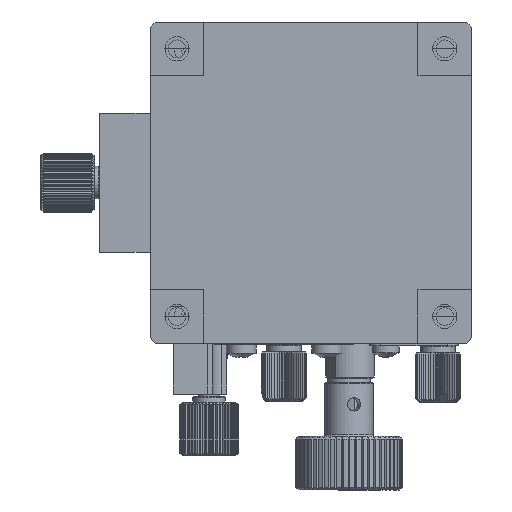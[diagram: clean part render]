
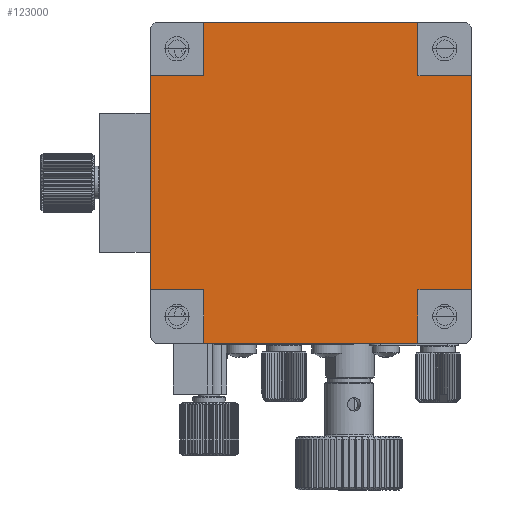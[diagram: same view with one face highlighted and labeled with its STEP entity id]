
A CAD part, front view. The second image highlights one B-rep face of the part: STEP entity #123000.
In plain terms, the highlighted planar face has unit normal (0, -1, 0).
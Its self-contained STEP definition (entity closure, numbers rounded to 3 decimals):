
#2368 = VECTOR ( 'NONE', #134394, 1000. ) ;
#4104 = CARTESIAN_POINT ( 'NONE',  ( -10., -16.6, -0.1 ) ) ;
#5484 = LINE ( 'NONE', #44847, #163624 ) ;
#6733 = DIRECTION ( 'NONE',  ( 0., 0., -1. ) ) ;
#7360 = EDGE_CURVE ( 'NONE', #121811, #68626, #33098, .T. ) ;
#8034 = LINE ( 'NONE', #59174, #125924 ) ;
#9868 = EDGE_CURVE ( 'NONE', #68626, #69225, #5484, .T. ) ;
#10817 = LINE ( 'NONE', #61971, #117201 ) ;
#17214 = ORIENTED_EDGE ( 'NONE', *, *, #9868, .T. ) ;
#17351 = CARTESIAN_POINT ( 'NONE',  ( -50., -16.6, -30. ) ) ;
#17995 = DIRECTION ( 'NONE',  ( 1., 0., 0. ) ) ;
#18020 = CARTESIAN_POINT ( 'NONE',  ( -50., -16.6, -50. ) ) ;
#18089 = EDGE_CURVE ( 'NONE', #56429, #42988, #136907, .T. ) ;
#20110 = VERTEX_POINT ( 'NONE', #53289 ) ;
#20497 = CARTESIAN_POINT ( 'NONE',  ( -30., -16.6, -50. ) ) ;
#25503 = ORIENTED_EDGE ( 'NONE', *, *, #7360, .T. ) ;
#28842 = CARTESIAN_POINT ( 'NONE',  ( -60., -16.6, -50. ) ) ;
#32457 = VERTEX_POINT ( 'NONE', #101736 ) ;
#32751 = DIRECTION ( 'NONE',  ( 0., -1., 0. ) ) ;
#33098 = LINE ( 'NONE', #20497, #125452 ) ;
#33170 = VECTOR ( 'NONE', #78571, 1000. ) ;
#33481 = ORIENTED_EDGE ( 'NONE', *, *, #70926, .T. ) ;
#37477 = CARTESIAN_POINT ( 'NONE',  ( -30., -16.6, -0.1 ) ) ;
#38186 = DIRECTION ( 'NONE',  ( 1., 0., 0. ) ) ;
#42374 = CARTESIAN_POINT ( 'NONE',  ( -50., -16.6, -0.1 ) ) ;
#42988 = VERTEX_POINT ( 'NONE', #44240 ) ;
#44240 = CARTESIAN_POINT ( 'NONE',  ( -60., -16.6, -10. ) ) ;
#44847 = CARTESIAN_POINT ( 'NONE',  ( -50., -16.6, -30. ) ) ;
#49314 = CARTESIAN_POINT ( 'NONE',  ( 0., -16.6, -50. ) ) ;
#51597 = LINE ( 'NONE', #129674, #90138 ) ;
#52525 = LINE ( 'NONE', #37477, #33170 ) ;
#53289 = CARTESIAN_POINT ( 'NONE',  ( -10., -16.6, -50. ) ) ;
#56429 = VERTEX_POINT ( 'NONE', #138559 ) ;
#59047 = LINE ( 'NONE', #86735, #146399 ) ;
#59174 = CARTESIAN_POINT ( 'NONE',  ( -10., -16.6, -30. ) ) ;
#59673 = EDGE_CURVE ( 'NONE', #138025, #32457, #10817, .T. ) ;
#59982 = VECTOR ( 'NONE', #141271, 1000. ) ;
#61971 = CARTESIAN_POINT ( 'NONE',  ( 0., -16.6, -30. ) ) ;
#65665 = CARTESIAN_POINT ( 'NONE',  ( -30., -16.6, -60. ) ) ;
#67376 = VECTOR ( 'NONE', #75542, 1000. ) ;
#68113 = LINE ( 'NONE', #65665, #59982 ) ;
#68398 = ORIENTED_EDGE ( 'NONE', *, *, #100291, .T. ) ;
#68626 = VERTEX_POINT ( 'NONE', #18020 ) ;
#69038 = VERTEX_POINT ( 'NONE', #75033 ) ;
#69225 = VERTEX_POINT ( 'NONE', #90120 ) ;
#70421 = ORIENTED_EDGE ( 'NONE', *, *, #18089, .T. ) ;
#70926 = EDGE_CURVE ( 'NONE', #87770, #56429, #121423, .T. ) ;
#72546 = DIRECTION ( 'NONE',  ( 0., 0., -1. ) ) ;
#75033 = CARTESIAN_POINT ( 'NONE',  ( -10., -16.6, -10. ) ) ;
#75390 = EDGE_CURVE ( 'NONE', #42988, #121811, #76360, .T. ) ;
#75542 = DIRECTION ( 'NONE',  ( 0., 0., -1. ) ) ;
#76360 = LINE ( 'NONE', #151953, #67376 ) ;
#77350 = ORIENTED_EDGE ( 'NONE', *, *, #59673, .T. ) ;
#78571 = DIRECTION ( 'NONE',  ( -1., 0., 0. ) ) ;
#80281 = AXIS2_PLACEMENT_3D ( 'NONE', #85595, #32751, #6733 ) ;
#83104 = PLANE ( 'NONE',  #80281 ) ;
#83805 = DIRECTION ( 'NONE',  ( -1., 0., 0. ) ) ;
#85595 = CARTESIAN_POINT ( 'NONE',  ( -30., -16.6, -30. ) ) ;
#86735 = CARTESIAN_POINT ( 'NONE',  ( -10., -16.6, -30. ) ) ;
#87770 = VERTEX_POINT ( 'NONE', #42374 ) ;
#90120 = CARTESIAN_POINT ( 'NONE',  ( -50., -16.6, -60. ) ) ;
#90138 = VECTOR ( 'NONE', #38186, 1000. ) ;
#93757 = DIRECTION ( 'NONE',  ( 0., 0., -1. ) ) ;
#100291 = EDGE_CURVE ( 'NONE', #32457, #69038, #144350, .T. ) ;
#100624 = CARTESIAN_POINT ( 'NONE',  ( -10., -16.6, -60. ) ) ;
#101445 = EDGE_CURVE ( 'NONE', #69225, #132646, #68113, .T. ) ;
#101736 = CARTESIAN_POINT ( 'NONE',  ( 0., -16.6, -10. ) ) ;
#104802 = EDGE_CURVE ( 'NONE', #132646, #20110, #59047, .T. ) ;
#110823 = VECTOR ( 'NONE', #83805, 1000. ) ;
#111710 = CARTESIAN_POINT ( 'NONE',  ( -30., -16.6, -10. ) ) ;
#111953 = DIRECTION ( 'NONE',  ( 0., 0., 1. ) ) ;
#113204 = DIRECTION ( 'NONE',  ( 0., 0., 1. ) ) ;
#114251 = ORIENTED_EDGE ( 'NONE', *, *, #101445, .T. ) ;
#117201 = VECTOR ( 'NONE', #113204, 1000. ) ;
#118219 = VECTOR ( 'NONE', #93757, 1000. ) ;
#118446 = ORIENTED_EDGE ( 'NONE', *, *, #149757, .T. ) ;
#120693 = EDGE_CURVE ( 'NONE', #154517, #87770, #52525, .T. ) ;
#121423 = LINE ( 'NONE', #17351, #118219 ) ;
#121595 = CARTESIAN_POINT ( 'NONE',  ( -30., -16.6, -10. ) ) ;
#121811 = VERTEX_POINT ( 'NONE', #28842 ) ;
#123000 = ADVANCED_FACE ( 'NONE', ( #148580 ), #83104, .T. ) ;
#125452 = VECTOR ( 'NONE', #17995, 1000. ) ;
#125924 = VECTOR ( 'NONE', #149021, 1000. ) ;
#129674 = CARTESIAN_POINT ( 'NONE',  ( -30., -16.6, -50. ) ) ;
#131827 = ORIENTED_EDGE ( 'NONE', *, *, #120693, .T. ) ;
#132646 = VERTEX_POINT ( 'NONE', #100624 ) ;
#134394 = DIRECTION ( 'NONE',  ( -1., 0., 0. ) ) ;
#136907 = LINE ( 'NONE', #111710, #2368 ) ;
#138025 = VERTEX_POINT ( 'NONE', #49314 ) ;
#138559 = CARTESIAN_POINT ( 'NONE',  ( -50., -16.6, -10. ) ) ;
#138698 = EDGE_CURVE ( 'NONE', #20110, #138025, #51597, .T. ) ;
#141271 = DIRECTION ( 'NONE',  ( 1., 0., 0. ) ) ;
#144350 = LINE ( 'NONE', #121595, #110823 ) ;
#145214 = ORIENTED_EDGE ( 'NONE', *, *, #138698, .T. ) ;
#146399 = VECTOR ( 'NONE', #111953, 1000. ) ;
#147523 = EDGE_LOOP ( 'NONE', ( #68398, #118446, #131827, #33481, #70421, #148544, #25503, #17214, #114251, #153641, #145214, #77350 ) ) ;
#148544 = ORIENTED_EDGE ( 'NONE', *, *, #75390, .T. ) ;
#148580 = FACE_OUTER_BOUND ( 'NONE', #147523, .T. ) ;
#149021 = DIRECTION ( 'NONE',  ( 0., 0., 1. ) ) ;
#149757 = EDGE_CURVE ( 'NONE', #69038, #154517, #8034, .T. ) ;
#151953 = CARTESIAN_POINT ( 'NONE',  ( -60., -16.6, -30. ) ) ;
#153641 = ORIENTED_EDGE ( 'NONE', *, *, #104802, .T. ) ;
#154517 = VERTEX_POINT ( 'NONE', #4104 ) ;
#163624 = VECTOR ( 'NONE', #72546, 1000. ) ;
